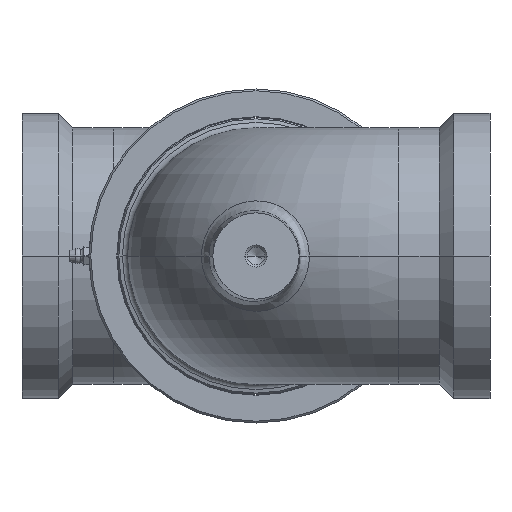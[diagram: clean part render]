
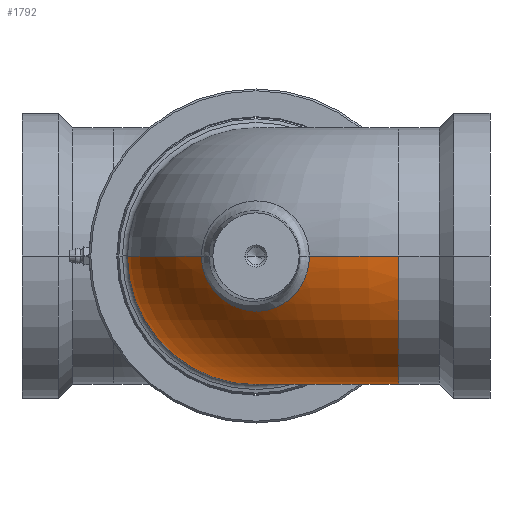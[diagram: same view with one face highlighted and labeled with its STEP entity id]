
A CAD part, front view. The second image highlights one B-rep face of the part: STEP entity #1792.
In plain terms, the highlighted toroidal (fillet/blend) face has major radius 63.5 mm and minor radius 57.15 mm.
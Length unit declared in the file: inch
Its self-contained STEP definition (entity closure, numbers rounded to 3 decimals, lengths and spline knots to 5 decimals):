
#75=CARTESIAN_POINT('',(2.5,2.5,0.));
#76=DIRECTION('',(0.,0.,1.));
#77=DIRECTION('',(-0.33,-0.944,0.));
#78=AXIS2_PLACEMENT_3D('',#75,#76,#77);
#80=CARTESIAN_POINT('',(0.,2.5,0.));
#81=DIRECTION('',(0.,-1.,0.));
#82=DIRECTION('',(-1.,0.,0.));
#83=AXIS2_PLACEMENT_3D('',#80,#81,#82);
#85=CARTESIAN_POINT('',(2.5,2.5,0.));
#86=DIRECTION('',(0.,0.,1.));
#87=DIRECTION('',(-1.,0.,0.));
#88=AXIS2_PLACEMENT_3D('',#85,#86,#87);
#90=CARTESIAN_POINT('',(-0.95687,-0.7577,
0.));
#91=CARTESIAN_POINT('',(-0.95687,-0.75769,
-0.01664));
#92=CARTESIAN_POINT('',(-0.95602,-0.75806,
-0.04991));
#93=CARTESIAN_POINT('',(-0.95209,-0.7598,
-0.09988));
#94=CARTESIAN_POINT('',(-0.94551,-0.76273,
-0.14968));
#95=CARTESIAN_POINT('',(-0.93629,-0.76685,
-0.19918));
#96=CARTESIAN_POINT('',(-0.92445,-0.77218,
-0.24823));
#97=CARTESIAN_POINT('',(-0.90997,-0.77872,
-0.29675));
#98=CARTESIAN_POINT('',(-0.89289,-0.78649,
-0.34463));
#99=CARTESIAN_POINT('',(-0.87322,-0.79551,
-0.39171));
#100=CARTESIAN_POINT('',(-0.85097,-0.8058,
-0.4379));
#101=CARTESIAN_POINT('',(-0.82617,-0.81739,
-0.48309));
#102=CARTESIAN_POINT('',(-0.79886,-0.83029,
-0.52712));
#103=CARTESIAN_POINT('',(-0.76907,-0.84452,
-0.56987));
#104=CARTESIAN_POINT('',(-0.73685,-0.86012,
-0.6112));
#105=CARTESIAN_POINT('',(-0.70233,-0.87707,
-0.6509));
#106=CARTESIAN_POINT('',(-0.66566,-0.89533,
-0.68876));
#107=CARTESIAN_POINT('',(-0.62702,-0.91488,
-0.7246));
#108=CARTESIAN_POINT('',(-0.58652,-0.93572,
-0.75834));
#109=CARTESIAN_POINT('',(-0.54426,-0.95783,
-0.78988));
#110=CARTESIAN_POINT('',(-0.50033,-0.98122,
-0.81916));
#111=CARTESIAN_POINT('',(-0.45484,-1.0059,
-0.8461));
#112=CARTESIAN_POINT('',(-0.40788,-1.03184,
-0.8706));
#113=CARTESIAN_POINT('',(-0.35957,-1.05905,
-0.8926));
#114=CARTESIAN_POINT('',(-0.3101,-1.08747,
-0.91198));
#115=CARTESIAN_POINT('',(-0.25955,-1.11709,
-0.92868));
#116=CARTESIAN_POINT('',(-0.2081,-1.14784,
-0.9426));
#117=CARTESIAN_POINT('',(-0.15589,-1.17968,
-0.95369));
#118=CARTESIAN_POINT('',(-0.10311,-1.21251,
-0.96185));
#119=CARTESIAN_POINT('',(-0.04993,-1.24626,
-0.96704));
#120=CARTESIAN_POINT('',(0.00345,-1.28081,
-0.96919));
#121=CARTESIAN_POINT('',(0.05679,-1.31602,
-0.96829));
#122=CARTESIAN_POINT('',(0.10996,-1.35178,
-0.96429));
#123=CARTESIAN_POINT('',(0.16274,-1.38794,
-0.9572));
#124=CARTESIAN_POINT('',(0.21488,-1.42431,
-0.94704));
#125=CARTESIAN_POINT('',(0.26623,-1.46075,
-0.93382));
#126=CARTESIAN_POINT('',(0.31661,-1.49709,
-0.9176));
#127=CARTESIAN_POINT('',(0.36583,-1.53316,
-0.89844));
#128=CARTESIAN_POINT('',(0.41372,-1.56877,
-0.87642));
#129=CARTESIAN_POINT('',(0.4601,-1.60373,
-0.85164));
#130=CARTESIAN_POINT('',(0.50484,-1.6379,
-0.82421));
#131=CARTESIAN_POINT('',(0.54781,-1.67111,
-0.79424));
#132=CARTESIAN_POINT('',(0.5889,-1.70321,
-0.76186));
#133=CARTESIAN_POINT('',(0.62799,-1.73405,
-0.72723));
#134=CARTESIAN_POINT('',(0.66496,-1.76347,
-0.69051));
#135=CARTESIAN_POINT('',(0.69952,-1.79121,
-0.6521));
#136=CARTESIAN_POINT('',(0.73144,-1.81699,
-0.61248));
#137=CARTESIAN_POINT('',(0.7608,-1.84086,
-0.5718));
#138=CARTESIAN_POINT('',(0.78765,-1.8628,
-0.53022));
#139=CARTESIAN_POINT('',(0.81204,-1.88283,
-0.48791));
#140=CARTESIAN_POINT('',(0.83404,-1.90096,
-0.44498));
#141=CARTESIAN_POINT('',(0.85372,-1.91724,
-0.40153));
#142=CARTESIAN_POINT('',(0.87112,-1.93168,
-0.35767));
#143=CARTESIAN_POINT('',(0.88629,-1.94431,
-0.31355));
#144=CARTESIAN_POINT('',(0.89931,-1.95517,
-0.26917));
#145=CARTESIAN_POINT('',(0.91021,-1.96429,
-0.22459));
#146=CARTESIAN_POINT('',(0.91903,-1.9717,
-0.17988));
#147=CARTESIAN_POINT('',(0.92583,-1.97743,
-0.13507));
#148=CARTESIAN_POINT('',(0.93063,-1.9815,
-0.09012));
#149=CARTESIAN_POINT('',(0.93344,-1.98392,
-0.04506));
#150=CARTESIAN_POINT('',(0.93401,-1.98444,
-0.01502));
#151=CARTESIAN_POINT('',(0.93396,-1.98442,
0.));
#357=CARTESIAN_POINT('',(2.5,2.5,0.));
#358=DIRECTION('',(0.,0.,1.));
#359=DIRECTION('',(-1.,0.,0.));
#360=AXIS2_PLACEMENT_3D('',#357,#358,#359);
#399=CARTESIAN_POINT('',(2.5,0.,0.));
#400=DIRECTION('',(1.,0.,0.));
#401=DIRECTION('',(0.,-1.,0.));
#402=AXIS2_PLACEMENT_3D('',#399,#400,#401);
#1466=CARTESIAN_POINT('',(2.25,2.5,0.));
#1467=CARTESIAN_POINT('',(-2.25,2.5,0.));
#1468=VERTEX_POINT('',#1466);
#1469=VERTEX_POINT('',#1467);
#1470=CARTESIAN_POINT('',(2.5,2.25,0.));
#1471=CARTESIAN_POINT('',(2.5,-2.25,0.));
#1472=VERTEX_POINT('',#1470);
#1473=VERTEX_POINT('',#1471);
#1648=VERTEX_POINT('',#90);
#1649=VERTEX_POINT('',#151);
#1774=CARTESIAN_POINT('',(2.5,2.5,0.));
#1775=DIRECTION('',(0.,0.,1.));
#1776=DIRECTION('',(1.,0.,0.));
#1777=AXIS2_PLACEMENT_3D('',#1774,#1775,#1776);
#1778=TOROIDAL_SURFACE('',#1777,2.5,2.25);
#1780=ORIENTED_EDGE('',*,*,#1779,.T.);
#1782=ORIENTED_EDGE('',*,*,#1781,.T.);
#1784=ORIENTED_EDGE('',*,*,#1783,.T.);
#1786=ORIENTED_EDGE('',*,*,#1785,.F.);
#1787=ORIENTED_EDGE('',*,*,#1769,.F.);
#1789=ORIENTED_EDGE('',*,*,#1788,.T.);
#1790=EDGE_LOOP('',(#1780,#1782,#1784,#1786,#1787,#1789));
#1791=FACE_OUTER_BOUND('',#1790,.F.);
#79=CIRCLE('',#78,4.75);
#84=CIRCLE('',#83,2.25);
#89=CIRCLE('',#88,4.75);
#152=B_SPLINE_CURVE_WITH_KNOTS('',3,(#90,#91,#92,#93,#94,#95,#96,#97,#98,#99,
#100,#101,#102,#103,#104,#105,#106,#107,#108,#109,#110,#111,#112,#113,#114,#115,
#116,#117,#118,#119,#120,#121,#122,#123,#124,#125,#126,#127,#128,#129,#130,#131,
#132,#133,#134,#135,#136,#137,#138,#139,#140,#141,#142,#143,#144,#145,#146,#147,
#148,#149,#150,#151),.UNSPECIFIED.,.F.,.F.,(4,1,1,1,1,1,1,1,1,1,1,1,1,1,1,1,1,1,
1,1,1,1,1,1,1,1,1,1,1,1,1,1,1,1,1,1,1,1,1,1,1,1,1,1,1,1,1,1,1,1,1,1,1,1,1,1,1,1,
1,4),(0.,0.01695,0.0339,0.05085,
0.0678,0.08475,0.10169,0.11864,
0.13559,0.15254,0.16949,0.18644,
0.20339,0.22034,0.23729,0.25424,
0.27119,0.28814,0.30508,0.32203,
0.33898,0.35593,0.37288,0.38983,
0.40678,0.42373,0.44068,0.45763,
0.47458,0.49153,0.50847,0.52542,
0.54237,0.55932,0.57627,0.59322,
0.61017,0.62712,0.64407,0.66102,
0.67797,0.69492,0.71186,0.72881,
0.74576,0.76271,0.77966,0.79661,
0.81356,0.83051,0.84746,0.86441,
0.88136,0.89831,0.91525,0.9322,
0.94915,0.9661,0.98305,1.),.UNSPECIFIED.);
#361=CIRCLE('',#360,0.25);
#403=CIRCLE('',#402,2.25);
#1769=EDGE_CURVE('',#1469,#1468,#84,.T.);
#1779=EDGE_CURVE('',#1648,#1649,#152,.T.);
#1781=EDGE_CURVE('',#1649,#1473,#79,.T.);
#1783=EDGE_CURVE('',#1473,#1472,#403,.T.);
#1785=EDGE_CURVE('',#1468,#1472,#361,.T.);
#1788=EDGE_CURVE('',#1469,#1648,#89,.T.);
#1792=ADVANCED_FACE('',(#1791),#1778,.T.);
